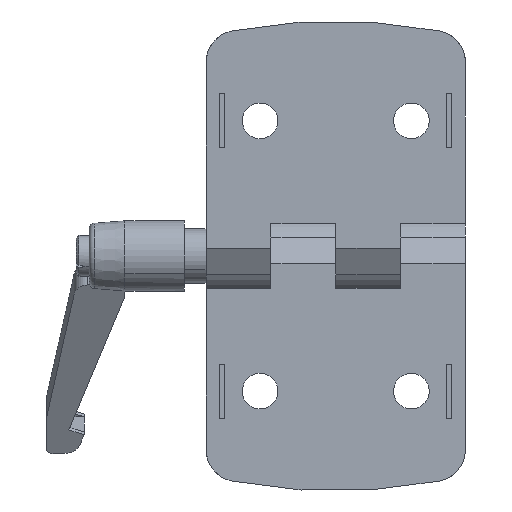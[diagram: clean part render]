
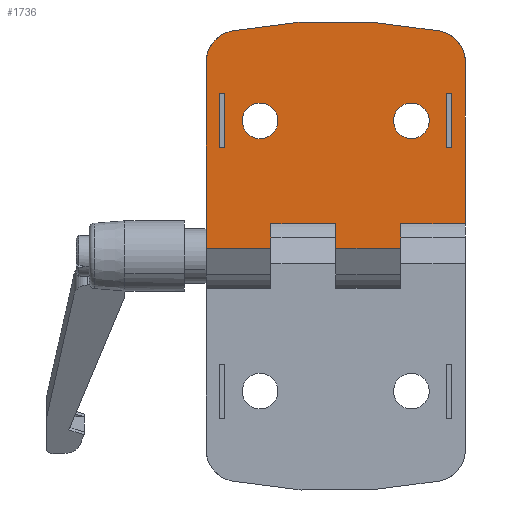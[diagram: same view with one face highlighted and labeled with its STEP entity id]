
A CAD part, left-side view. The second image highlights one B-rep face of the part: STEP entity #1736.
In plain terms, the highlighted planar face has unit normal (-1, 0, 0).
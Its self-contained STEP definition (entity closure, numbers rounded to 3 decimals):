
#538=CARTESIAN_POINT('',(0.,14.,25.));
#539=DIRECTION('',(-1.,0.,0.));
#540=DIRECTION('',(0.,1.,0.));
#541=AXIS2_PLACEMENT_3D('',#538,#539,#540);
#546=CARTESIAN_POINT('',(0.,14.,25.));
#547=DIRECTION('',(-1.,0.,0.));
#548=DIRECTION('',(0.,-1.,0.));
#549=AXIS2_PLACEMENT_3D('',#546,#547,#548);
#554=CARTESIAN_POINT('',(0.,-14.,25.));
#555=DIRECTION('',(1.,0.,0.));
#556=DIRECTION('',(0.,-1.,0.));
#557=AXIS2_PLACEMENT_3D('',#554,#555,#556);
#562=CARTESIAN_POINT('',(0.,-14.,25.));
#563=DIRECTION('',(1.,0.,0.));
#564=DIRECTION('',(0.,1.,0.));
#565=AXIS2_PLACEMENT_3D('',#562,#563,#564);
#570=DIRECTION('',(0.,0.,1.));
#571=VECTOR('',#570,4.585);
#572=CARTESIAN_POINT('',(0.,0.,1.415));
#573=LINE('',#572,#571);
#577=DIRECTION('',(0.,1.,0.));
#578=VECTOR('',#577,12.);
#579=CARTESIAN_POINT('',(0.,0.,6.));
#580=LINE('',#579,#578);
#584=DIRECTION('',(0.,0.,1.));
#585=VECTOR('',#584,4.585);
#586=CARTESIAN_POINT('',(0.,12.,1.415));
#587=LINE('',#586,#585);
#591=DIRECTION('',(0.,1.,0.));
#592=VECTOR('',#591,12.);
#593=CARTESIAN_POINT('',(0.,12.,1.415));
#594=LINE('',#593,#592);
#598=DIRECTION('',(0.,0.,1.));
#599=VECTOR('',#598,34.345);
#600=CARTESIAN_POINT('',(0.,24.,1.415));
#601=LINE('',#600,#599);
#605=CARTESIAN_POINT('',(0.,18.,35.761));
#606=DIRECTION('',(1.,0.,0.));
#607=DIRECTION('',(0.,1.,0.));
#608=AXIS2_PLACEMENT_3D('',#605,#606,#607);
#613=CARTESIAN_POINT('',(0.,0.,-56.5));
#614=DIRECTION('',(1.,0.,0.));
#615=DIRECTION('',(0.,0.191,0.981));
#616=AXIS2_PLACEMENT_3D('',#613,#614,#615);
#621=CARTESIAN_POINT('',(0.,-18.,35.761));
#622=DIRECTION('',(1.,0.,0.));
#623=DIRECTION('',(0.,-0.191,0.981));
#624=AXIS2_PLACEMENT_3D('',#621,#622,#623);
#629=DIRECTION('',(0.,0.,-1.));
#630=VECTOR('',#629,29.761);
#631=CARTESIAN_POINT('',(0.,-24.,35.761));
#632=LINE('',#631,#630);
#636=DIRECTION('',(0.,1.,0.));
#637=VECTOR('',#636,12.);
#638=CARTESIAN_POINT('',(0.,-24.,6.));
#639=LINE('',#638,#637);
#643=DIRECTION('',(0.,0.,1.));
#644=VECTOR('',#643,4.585);
#645=CARTESIAN_POINT('',(0.,-12.,1.415));
#646=LINE('',#645,#644);
#650=DIRECTION('',(0.,1.,0.));
#651=VECTOR('',#650,12.);
#652=CARTESIAN_POINT('',(0.,-12.,1.415));
#653=LINE('',#652,#651);
#657=DIRECTION('',(0.,0.,-1.));
#658=VECTOR('',#657,10.);
#659=CARTESIAN_POINT('',(0.,20.5,30.));
#660=LINE('',#659,#658);
#664=DIRECTION('',(0.,-1.,0.));
#665=VECTOR('',#664,1.);
#666=CARTESIAN_POINT('',(0.,21.5,30.));
#667=LINE('',#666,#665);
#671=DIRECTION('',(0.,0.,1.));
#672=VECTOR('',#671,10.);
#673=CARTESIAN_POINT('',(0.,21.5,20.));
#674=LINE('',#673,#672);
#678=DIRECTION('',(0.,1.,0.));
#679=VECTOR('',#678,1.);
#680=CARTESIAN_POINT('',(0.,20.5,20.));
#681=LINE('',#680,#679);
#685=DIRECTION('',(0.,-1.,0.));
#686=VECTOR('',#685,1.);
#687=CARTESIAN_POINT('',(0.,-20.5,30.));
#688=LINE('',#687,#686);
#692=DIRECTION('',(0.,0.,1.));
#693=VECTOR('',#692,10.);
#694=CARTESIAN_POINT('',(0.,-20.5,20.));
#695=LINE('',#694,#693);
#699=DIRECTION('',(0.,1.,0.));
#700=VECTOR('',#699,1.);
#701=CARTESIAN_POINT('',(0.,-21.5,20.));
#702=LINE('',#701,#700);
#706=DIRECTION('',(0.,0.,-1.));
#707=VECTOR('',#706,10.);
#708=CARTESIAN_POINT('',(0.,-21.5,30.));
#709=LINE('',#708,#707);
#1416=CARTESIAN_POINT('',(0.,-24.,35.761));
#1418=VERTEX_POINT('',#1416);
#1420=CARTESIAN_POINT('',(0.,24.,35.761));
#1422=VERTEX_POINT('',#1420);
#1424=CARTESIAN_POINT('',(0.,19.149,41.649));
#1425=VERTEX_POINT('',#1424);
#1426=CARTESIAN_POINT('',(0.,-19.149,41.649));
#1427=VERTEX_POINT('',#1426);
#1450=CARTESIAN_POINT('',(0.,17.3,25.));
#1451=CARTESIAN_POINT('',(0.,10.7,25.));
#1452=VERTEX_POINT('',#1450);
#1453=VERTEX_POINT('',#1451);
#1469=CARTESIAN_POINT('',(0.,-17.3,25.));
#1470=CARTESIAN_POINT('',(0.,-10.7,25.));
#1471=VERTEX_POINT('',#1469);
#1472=VERTEX_POINT('',#1470);
#1478=CARTESIAN_POINT('',(0.,24.,1.415));
#1479=VERTEX_POINT('',#1478);
#1485=CARTESIAN_POINT('',(0.,-24.,6.));
#1487=VERTEX_POINT('',#1485);
#1494=CARTESIAN_POINT('',(0.,-12.,1.415));
#1495=CARTESIAN_POINT('',(0.,-12.,6.));
#1496=VERTEX_POINT('',#1494);
#1497=VERTEX_POINT('',#1495);
#1510=CARTESIAN_POINT('',(0.,0.,1.415));
#1511=CARTESIAN_POINT('',(0.,0.,6.));
#1512=VERTEX_POINT('',#1510);
#1513=VERTEX_POINT('',#1511);
#1514=CARTESIAN_POINT('',(0.,12.,1.415));
#1515=CARTESIAN_POINT('',(0.,12.,6.));
#1516=VERTEX_POINT('',#1514);
#1517=VERTEX_POINT('',#1515);
#1550=CARTESIAN_POINT('',(0.,20.5,30.));
#1551=CARTESIAN_POINT('',(0.,20.5,20.));
#1552=VERTEX_POINT('',#1550);
#1553=VERTEX_POINT('',#1551);
#1554=CARTESIAN_POINT('',(0.,21.5,20.));
#1555=VERTEX_POINT('',#1554);
#1556=CARTESIAN_POINT('',(0.,21.5,30.));
#1557=VERTEX_POINT('',#1556);
#1566=CARTESIAN_POINT('',(0.,-20.5,30.));
#1567=CARTESIAN_POINT('',(0.,-21.5,30.));
#1568=VERTEX_POINT('',#1566);
#1569=VERTEX_POINT('',#1567);
#1570=CARTESIAN_POINT('',(0.,-21.5,20.));
#1571=VERTEX_POINT('',#1570);
#1572=CARTESIAN_POINT('',(0.,-20.5,20.));
#1573=VERTEX_POINT('',#1572);
#1677=CARTESIAN_POINT('',(0.,-24.,1.7));
#1678=DIRECTION('',(-1.,0.,0.));
#1679=DIRECTION('',(0.,0.,1.));
#1680=AXIS2_PLACEMENT_3D('',#1677,#1678,#1679);
#1681=PLANE('',#1680);
#1683=ORIENTED_EDGE('',*,*,#1682,.T.);
#1685=ORIENTED_EDGE('',*,*,#1684,.T.);
#1687=ORIENTED_EDGE('',*,*,#1686,.F.);
#1689=ORIENTED_EDGE('',*,*,#1688,.T.);
#1691=ORIENTED_EDGE('',*,*,#1690,.T.);
#1693=ORIENTED_EDGE('',*,*,#1692,.T.);
#1694=ORIENTED_EDGE('',*,*,#1670,.T.);
#1695=ORIENTED_EDGE('',*,*,#1638,.T.);
#1696=ORIENTED_EDGE('',*,*,#1581,.T.);
#1697=ORIENTED_EDGE('',*,*,#1602,.T.);
#1699=ORIENTED_EDGE('',*,*,#1698,.F.);
#1701=ORIENTED_EDGE('',*,*,#1700,.T.);
#1702=EDGE_LOOP('',(#1683,#1685,#1687,#1689,#1691,#1693,#1694,#1695,#1696,#1697,
#1699,#1701));
#1703=FACE_OUTER_BOUND('',#1702,.F.);
#1705=ORIENTED_EDGE('',*,*,#1704,.F.);
#1707=ORIENTED_EDGE('',*,*,#1706,.F.);
#1708=EDGE_LOOP('',(#1705,#1707));
#1709=FACE_BOUND('',#1708,.F.);
#1711=ORIENTED_EDGE('',*,*,#1710,.T.);
#1713=ORIENTED_EDGE('',*,*,#1712,.T.);
#1714=EDGE_LOOP('',(#1711,#1713));
#1715=FACE_BOUND('',#1714,.F.);
#1717=ORIENTED_EDGE('',*,*,#1716,.F.);
#1719=ORIENTED_EDGE('',*,*,#1718,.F.);
#1721=ORIENTED_EDGE('',*,*,#1720,.F.);
#1723=ORIENTED_EDGE('',*,*,#1722,.F.);
#1724=EDGE_LOOP('',(#1717,#1719,#1721,#1723));
#1725=FACE_BOUND('',#1724,.F.);
#1727=ORIENTED_EDGE('',*,*,#1726,.F.);
#1729=ORIENTED_EDGE('',*,*,#1728,.F.);
#1731=ORIENTED_EDGE('',*,*,#1730,.F.);
#1733=ORIENTED_EDGE('',*,*,#1732,.F.);
#1734=EDGE_LOOP('',(#1727,#1729,#1731,#1733));
#1735=FACE_BOUND('',#1734,.F.);
#542=CIRCLE('',#541,3.3);
#550=CIRCLE('',#549,3.3);
#558=CIRCLE('',#557,3.3);
#566=CIRCLE('',#565,3.3);
#609=CIRCLE('',#608,6.);
#617=CIRCLE('',#616,100.);
#625=CIRCLE('',#624,6.);
#1581=EDGE_CURVE('',#1418,#1487,#632,.T.);
#1602=EDGE_CURVE('',#1487,#1497,#639,.T.);
#1638=EDGE_CURVE('',#1427,#1418,#625,.T.);
#1670=EDGE_CURVE('',#1425,#1427,#617,.T.);
#1682=EDGE_CURVE('',#1512,#1513,#573,.T.);
#1684=EDGE_CURVE('',#1513,#1517,#580,.T.);
#1686=EDGE_CURVE('',#1516,#1517,#587,.T.);
#1688=EDGE_CURVE('',#1516,#1479,#594,.T.);
#1690=EDGE_CURVE('',#1479,#1422,#601,.T.);
#1692=EDGE_CURVE('',#1422,#1425,#609,.T.);
#1698=EDGE_CURVE('',#1496,#1497,#646,.T.);
#1700=EDGE_CURVE('',#1496,#1512,#653,.T.);
#1704=EDGE_CURVE('',#1471,#1472,#558,.T.);
#1706=EDGE_CURVE('',#1472,#1471,#566,.T.);
#1710=EDGE_CURVE('',#1452,#1453,#542,.T.);
#1712=EDGE_CURVE('',#1453,#1452,#550,.T.);
#1716=EDGE_CURVE('',#1552,#1553,#660,.T.);
#1718=EDGE_CURVE('',#1557,#1552,#667,.T.);
#1720=EDGE_CURVE('',#1555,#1557,#674,.T.);
#1722=EDGE_CURVE('',#1553,#1555,#681,.T.);
#1726=EDGE_CURVE('',#1568,#1569,#688,.T.);
#1728=EDGE_CURVE('',#1573,#1568,#695,.T.);
#1730=EDGE_CURVE('',#1571,#1573,#702,.T.);
#1732=EDGE_CURVE('',#1569,#1571,#709,.T.);
#1736=ADVANCED_FACE('',(#1703,#1709,#1715,#1725,#1735),#1681,.T.);
